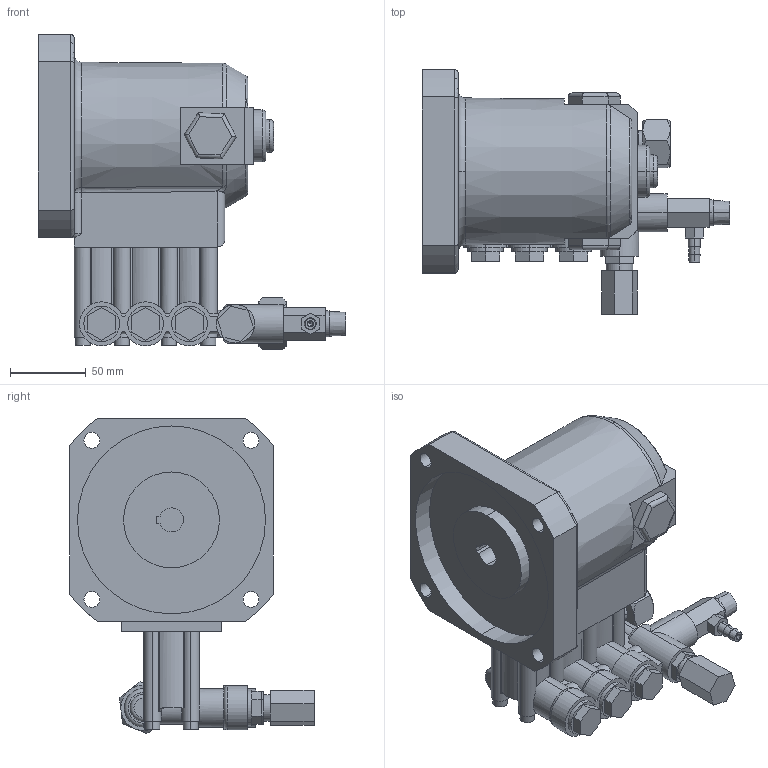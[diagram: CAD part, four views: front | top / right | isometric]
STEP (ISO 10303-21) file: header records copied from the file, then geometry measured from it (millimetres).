
FILE_DESCRIPTION (( 'STEP AP214' ), '1' );
FILE_NAME ('2DX20ES.STEP', '2006-09-01T19:37:09', ( ' ' ), ( ' ' ), 'SwSTEP 2.0', 'SolidWorks 2006104', '' );
FILE_SCHEMA (( 'AUTOMOTIVE_DESIGN' ));
Length unit declared in the file: inch
Products named in the file (3): 941516; 2DX20ES
Assembly tree (2 placements, depth 2):
  2DX20ES
    2DX20ES
    941516
Bounding box: 203.9 x 161.8 x 208.92 mm (x, y, z)
Volume: 1628479.8 mm3; surface area: 162876.2 mm2
Topology: 2 solids, 2 shells, 538 faces, 1368 edges, 873 vertices
Faces by surface type: plane 240, cylinder 219, torus 43, cone 30, bspline 4, sphere 2
Entity records: 24349 total; most frequent: CARTESIAN_POINT 6242, ORIENTED_EDGE 2720, DIRECTION 2641, EDGE_CURVE 1360, AXIS2_PLACEMENT_3D 971, VERTEX_POINT 873, VECTOR 699, LINE 699
